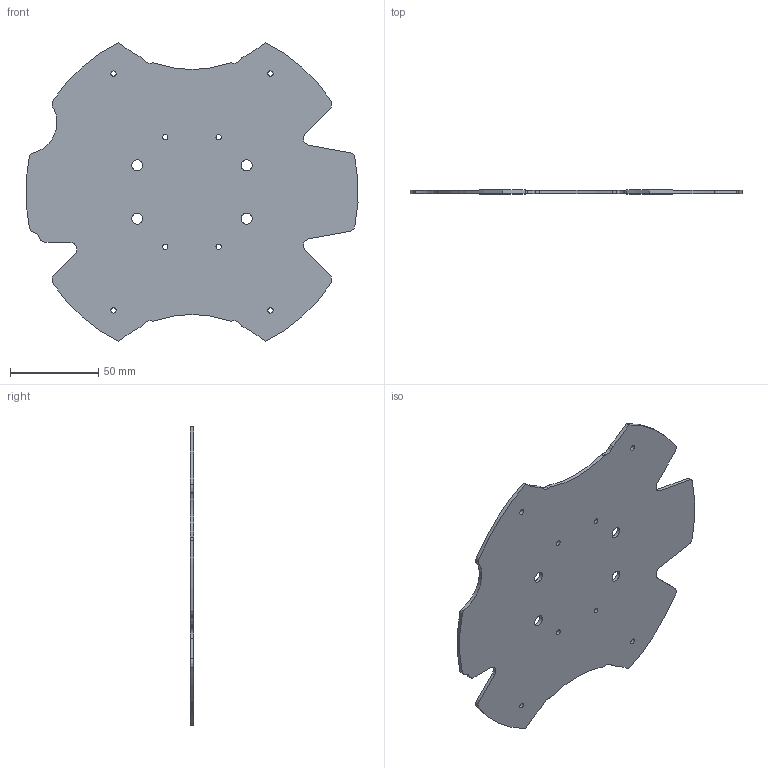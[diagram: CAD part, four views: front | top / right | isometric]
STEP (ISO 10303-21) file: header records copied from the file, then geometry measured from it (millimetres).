
FILE_DESCRIPTION(/* description */ (''),/* implementation_level */ '2;1');
FILE_NAME(/* name */ 'main_board.stp',/* time_stamp */ '2024-12-29T12:14:03+03:00',/* author */ ('Ivan'),/* organization */ (''),/* preprocessor_version */ 'ST-DEVELOPER v18',/* originating_system */ 'Autodesk Inventor 2020',/* authorisation */ '');
FILE_SCHEMA (('CONFIG_CONTROL_DESIGN'));
Length unit declared in the file: millimetre
Products named in the file (1): motherboard
Bounding box: 188.09 x 2 x 169.36 mm (x, y, z)
Volume: 47022.6 mm3; surface area: 48696.4 mm2
Topology: 1 solids, 1 shells, 58 faces, 211 edges, 167 vertices
Faces by surface type: cylinder 50, plane 8
Full cylindrical faces by diameter (mm): 3 x8, 6.2 x4
Entity records: 2399 total; most frequent: DIRECTION 464, CARTESIAN_POINT 414, ORIENTED_EDGE 360, AXIS2_PLACEMENT_3D 198, EDGE_CURVE 180, CIRCLE 139, VERTEX_POINT 124, EDGE_LOOP 82
